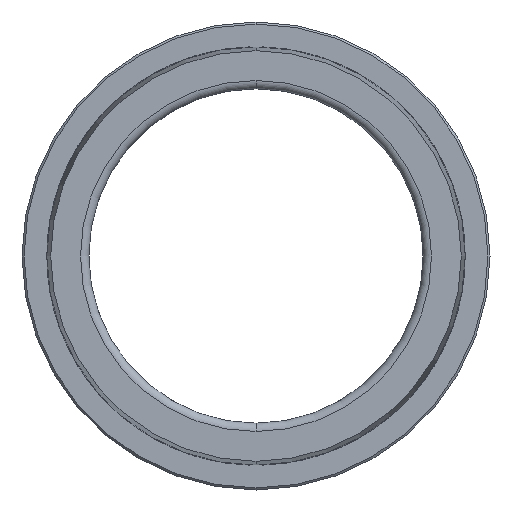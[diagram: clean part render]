
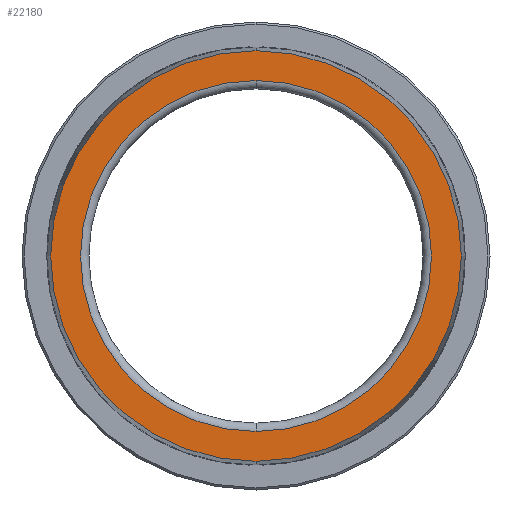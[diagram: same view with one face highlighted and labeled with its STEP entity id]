
A CAD part, front view. The second image highlights one B-rep face of the part: STEP entity #22180.
In plain terms, the highlighted planar face has unit normal (0, -1, 0).
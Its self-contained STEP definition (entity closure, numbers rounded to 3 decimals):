
#261 = EDGE_LOOP ( 'NONE', ( #14990, #12864 ) ) ;
#279 = DIRECTION ( 'NONE',  ( 0., -1., 0. ) ) ;
#1757 = DIRECTION ( 'NONE',  ( 0., 0., -1. ) ) ;
#1959 = DIRECTION ( 'NONE',  ( 0., 0., -1. ) ) ;
#3202 = PLANE ( 'NONE',  #8377 ) ;
#3628 = CARTESIAN_POINT ( 'NONE',  ( 0., -18.071, 0. ) ) ;
#3798 = DIRECTION ( 'NONE',  ( 0., -1., 0. ) ) ;
#4062 = EDGE_CURVE ( 'NONE', #13150, #7581, #13942, .T. ) ;
#5559 = CARTESIAN_POINT ( 'NONE',  ( 0., -18.071, -49.125 ) ) ;
#5702 = CARTESIAN_POINT ( 'NONE',  ( 0., -18.071, 0. ) ) ;
#6429 = VERTEX_POINT ( 'NONE', #12610 ) ;
#7093 = DIRECTION ( 'NONE',  ( 0., 0., -1. ) ) ;
#7408 = AXIS2_PLACEMENT_3D ( 'NONE', #19180, #3798, #9472 ) ;
#7581 = VERTEX_POINT ( 'NONE', #5559 ) ;
#7728 = DIRECTION ( 'NONE',  ( 0., -1., 0. ) ) ;
#8377 = AXIS2_PLACEMENT_3D ( 'NONE', #9212, #16705, #7093 ) ;
#8646 = AXIS2_PLACEMENT_3D ( 'NONE', #17555, #279, #1959 ) ;
#9212 = CARTESIAN_POINT ( 'NONE',  ( 42., -18.071, 0. ) ) ;
#9472 = DIRECTION ( 'NONE',  ( 0., 0., -1. ) ) ;
#10755 = CARTESIAN_POINT ( 'NONE',  ( 0., -18.071, 42. ) ) ;
#10799 = AXIS2_PLACEMENT_3D ( 'NONE', #5702, #7728, #13433 ) ;
#11367 = DIRECTION ( 'NONE',  ( 0., -1., 0. ) ) ;
#11595 = EDGE_LOOP ( 'NONE', ( #15253, #13193 ) ) ;
#12610 = CARTESIAN_POINT ( 'NONE',  ( 0., -18.071, -42. ) ) ;
#12789 = EDGE_CURVE ( 'NONE', #13488, #6429, #22412, .T. ) ;
#12864 = ORIENTED_EDGE ( 'NONE', *, *, #12789, .F. ) ;
#13150 = VERTEX_POINT ( 'NONE', #17663 ) ;
#13193 = ORIENTED_EDGE ( 'NONE', *, *, #23287, .T. ) ;
#13433 = DIRECTION ( 'NONE',  ( 0., 0., -1. ) ) ;
#13488 = VERTEX_POINT ( 'NONE', #10755 ) ;
#13942 = CIRCLE ( 'NONE', #8646, 49.125 ) ;
#14990 = ORIENTED_EDGE ( 'NONE', *, *, #23903, .F. ) ;
#15253 = ORIENTED_EDGE ( 'NONE', *, *, #4062, .T. ) ;
#16069 = AXIS2_PLACEMENT_3D ( 'NONE', #3628, #11367, #1757 ) ;
#16705 = DIRECTION ( 'NONE',  ( 0., -1., 0. ) ) ;
#17555 = CARTESIAN_POINT ( 'NONE',  ( 0., -18.071, 0. ) ) ;
#17663 = CARTESIAN_POINT ( 'NONE',  ( 0., -18.071, 49.125 ) ) ;
#19180 = CARTESIAN_POINT ( 'NONE',  ( 0., -18.071, 0. ) ) ;
#19762 = CIRCLE ( 'NONE', #7408, 49.125 ) ;
#20111 = FACE_OUTER_BOUND ( 'NONE', #11595, .T. ) ;
#21572 = CIRCLE ( 'NONE', #10799, 42. ) ;
#22180 = ADVANCED_FACE ( 'NONE', ( #20111, #24024 ), #3202, .T. ) ;
#22412 = CIRCLE ( 'NONE', #16069, 42. ) ;
#23287 = EDGE_CURVE ( 'NONE', #7581, #13150, #19762, .T. ) ;
#23903 = EDGE_CURVE ( 'NONE', #6429, #13488, #21572, .T. ) ;
#24024 = FACE_BOUND ( 'NONE', #261, .T. ) ;
